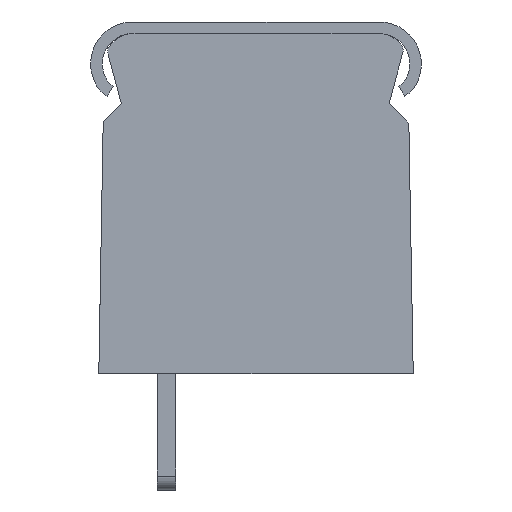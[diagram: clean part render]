
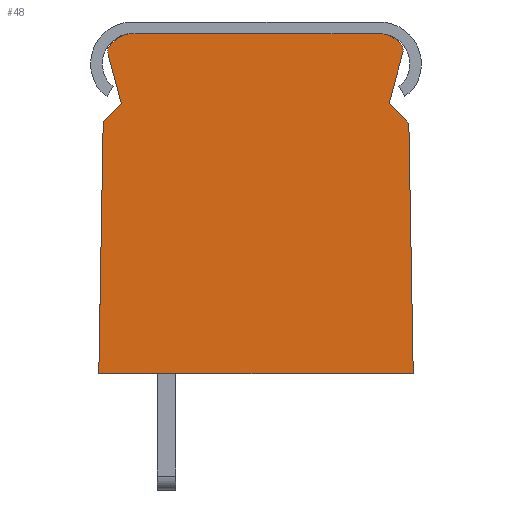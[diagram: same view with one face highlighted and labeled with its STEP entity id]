
A CAD part, left-side view. The second image highlights one B-rep face of the part: STEP entity #48.
In plain terms, the highlighted planar face has unit normal (-1, 0, 0.012).
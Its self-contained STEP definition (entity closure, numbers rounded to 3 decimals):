
#48 = ADVANCED_FACE( '', ( #1105 ), #1106, .T. );
#1105 = FACE_OUTER_BOUND( '', #3319, .T. );
#1106 = PLANE( '', #3320 );
#3319 = EDGE_LOOP( '', ( #12273, #12274, #12275, #12276, #12277, #12278, #12279, #12280, #12281, #12282, #12283, #12284, #12285, #12286 ) );
#3320 = AXIS2_PLACEMENT_3D( '', #12287, #12288, #12289 );
#12273 = ORIENTED_EDGE( '', *, *, #20733, .F. );
#12274 = ORIENTED_EDGE( '', *, *, #20734, .T. );
#12275 = ORIENTED_EDGE( '', *, *, #20735, .T. );
#12276 = ORIENTED_EDGE( '', *, *, #20736, .T. );
#12277 = ORIENTED_EDGE( '', *, *, #20737, .F. );
#12278 = ORIENTED_EDGE( '', *, *, #20738, .F. );
#12279 = ORIENTED_EDGE( '', *, *, #20739, .F. );
#12280 = ORIENTED_EDGE( '', *, *, #20740, .F. );
#12281 = ORIENTED_EDGE( '', *, *, #20741, .F. );
#12282 = ORIENTED_EDGE( '', *, *, #20742, .F. );
#12283 = ORIENTED_EDGE( '', *, *, #20743, .F. );
#12284 = ORIENTED_EDGE( '', *, *, #20744, .F. );
#12285 = ORIENTED_EDGE( '', *, *, #20745, .F. );
#12286 = ORIENTED_EDGE( '', *, *, #20746, .F. );
#12287 = CARTESIAN_POINT( '', ( -5.111, -0.5, 1.2 ) );
#12288 = DIRECTION( '', ( -1., 0., 0.012 ) );
#12289 = DIRECTION( '', ( 0.012, 0., 1. ) );
#20733 = EDGE_CURVE( '', #23525, #23526, #23527, .T. );
#20734 = EDGE_CURVE( '', #23525, #23528, #23529, .T. );
#20735 = EDGE_CURVE( '', #23528, #23530, #23531, .T. );
#20736 = EDGE_CURVE( '', #23530, #23532, #23533, .T. );
#20737 = EDGE_CURVE( '', #23534, #23532, #23535, .T. );
#20738 = EDGE_CURVE( '', #23536, #23534, #23537, .T. );
#20739 = EDGE_CURVE( '', #23538, #23536, #23539, .F. );
#20740 = EDGE_CURVE( '', #23540, #23538, #23541, .F. );
#20741 = EDGE_CURVE( '', #23542, #23540, #23543, .F. );
#20742 = EDGE_CURVE( '', #23544, #23542, #23545, .T. );
#20743 = EDGE_CURVE( '', #23546, #23544, #23547, .F. );
#20744 = EDGE_CURVE( '', #23548, #23546, #23549, .F. );
#20745 = EDGE_CURVE( '', #23550, #23548, #23551, .F. );
#20746 = EDGE_CURVE( '', #23526, #23550, #23552, .T. );
#23525 = VERTEX_POINT( '', #28113 );
#23526 = VERTEX_POINT( '', #28114 );
#23527 = LINE( '', #28115, #28116 );
#23528 = VERTEX_POINT( '', #28117 );
#23529 = LINE( '', #28118, #28119 );
#23530 = VERTEX_POINT( '', #28120 );
#23531 = LINE( '', #28121, #28122 );
#23532 = VERTEX_POINT( '', #28123 );
#23533 = LINE( '', #28124, #28125 );
#23534 = VERTEX_POINT( '', #28126 );
#23535 = LINE( '', #28127, #28128 );
#23536 = VERTEX_POINT( '', #28129 );
#23537 = LINE( '', #28130, #28131 );
#23538 = VERTEX_POINT( '', #28132 );
#23539 = ELLIPSE( '', #28133, 0.428, 0.428 );
#23540 = VERTEX_POINT( '', #28134 );
#23541 = ELLIPSE( '', #28135, 1.25, 1.25 );
#23542 = VERTEX_POINT( '', #28136 );
#23543 = ELLIPSE( '', #28137, 1.3, 1.3 );
#23544 = VERTEX_POINT( '', #28138 );
#23545 = LINE( '', #28139, #28140 );
#23546 = VERTEX_POINT( '', #28141 );
#23547 = ELLIPSE( '', #28142, 1.3, 1.3 );
#23548 = VERTEX_POINT( '', #28143 );
#23549 = ELLIPSE( '', #28144, 1.25, 1.25 );
#23550 = VERTEX_POINT( '', #28145 );
#23551 = ELLIPSE( '', #28146, 0.5, 0.5 );
#23552 = LINE( '', #28147, #28148 );
#28113 = CARTESIAN_POINT( '', ( -4.998, 6.561, 10.821 ) );
#28114 = CARTESIAN_POINT( '', ( -4.989, 5.782, 11.6 ) );
#28115 = CARTESIAN_POINT( '', ( -5.013, 7.842, 9.541 ) );
#28116 = VECTOR( '', #38089, 1000. );
#28117 = CARTESIAN_POINT( '', ( -5.125, 6.75, 0. ) );
#28118 = CARTESIAN_POINT( '', ( -5.124, 6.748, 0.108 ) );
#28119 = VECTOR( '', #38090, 1000. );
#28120 = CARTESIAN_POINT( '', ( -5.125, -6.75, 0. ) );
#28121 = CARTESIAN_POINT( '', ( -5.125, -6.75, 0. ) );
#28122 = VECTOR( '', #38091, 1000. );
#28123 = CARTESIAN_POINT( '', ( -4.999, -6.562, 10.755 ) );
#28124 = CARTESIAN_POINT( '', ( -5.124, -6.748, 0.108 ) );
#28125 = VECTOR( '', #38092, 1000. );
#28126 = CARTESIAN_POINT( '', ( -4.989, -5.718, 11.6 ) );
#28127 = CARTESIAN_POINT( '', ( -5.02, -8.309, 9.008 ) );
#28128 = VECTOR( '', #38093, 1000. );
#28129 = CARTESIAN_POINT( '', ( -4.964, -6.3, 13.772 ) );
#28130 = CARTESIAN_POINT( '', ( -5.118, -2.768, 0.592 ) );
#28131 = VECTOR( '', #38094, 1000. );
#28132 = CARTESIAN_POINT( '', ( -4.959, -6.212, 14.16 ) );
#28133 = AXIS2_PLACEMENT_3D( '', #38095, #38096, #38097 );
#28134 = CARTESIAN_POINT( '', ( -4.954, -5.45, 14.585 ) );
#28135 = AXIS2_PLACEMENT_3D( '', #38098, #38099, #38100 );
#28136 = CARTESIAN_POINT( '', ( -4.954, -5.289, 14.594 ) );
#28137 = AXIS2_PLACEMENT_3D( '', #38101, #38102, #38103 );
#28138 = CARTESIAN_POINT( '', ( -4.954, 5.186, 14.594 ) );
#28139 = CARTESIAN_POINT( '', ( -4.954, -0.5, 14.594 ) );
#28140 = VECTOR( '', #38104, 1000. );
#28141 = CARTESIAN_POINT( '', ( -4.954, 5.309, 14.599 ) );
#28142 = AXIS2_PLACEMENT_3D( '', #38105, #38106, #38107 );
#28143 = CARTESIAN_POINT( '', ( -4.962, 6.358, 13.948 ) );
#28144 = AXIS2_PLACEMENT_3D( '', #38108, #38109, #38110 );
#28145 = CARTESIAN_POINT( '', ( -4.965, 6.35, 13.72 ) );
#28146 = AXIS2_PLACEMENT_3D( '', #38111, #38112, #38113 );
#28147 = CARTESIAN_POINT( '', ( -5.121, 2.762, 0.326 ) );
#28148 = VECTOR( '', #38114, 1000. );
#38089 = DIRECTION( '', ( 0.008, -0.707, 0.707 ) );
#38090 = DIRECTION( '', ( -0.012, 0.017, -1. ) );
#38091 = DIRECTION( '', ( 0., -1., 0. ) );
#38092 = DIRECTION( '', ( 0.012, 0.017, 1. ) );
#38093 = DIRECTION( '', ( -0.008, -0.707, -0.707 ) );
#38094 = DIRECTION( '', ( -0.011, 0.259, -0.966 ) );
#38095 = CARTESIAN_POINT( '', ( -4.963, -5.886, 13.883 ) );
#38096 = DIRECTION( '', ( -1., 0., 0.012 ) );
#38097 = DIRECTION( '', ( 0.012, 0., 1. ) );
#38098 = CARTESIAN_POINT( '', ( -4.969, -5.26, 13.35 ) );
#38099 = DIRECTION( '', ( -1., 0., 0.012 ) );
#38100 = DIRECTION( '', ( 0.012, 0., 1. ) );
#38101 = CARTESIAN_POINT( '', ( -4.97, -5.3, 13.294 ) );
#38102 = DIRECTION( '', ( -1., 0., 0.012 ) );
#38103 = DIRECTION( '', ( 0.012, 0., 1. ) );
#38104 = DIRECTION( '', ( 0., -1., 0. ) );
#38105 = CARTESIAN_POINT( '', ( -4.97, 5.3, 13.299 ) );
#38106 = DIRECTION( '', ( -1., 0., 0.012 ) );
#38107 = DIRECTION( '', ( 0.012, 0., 1. ) );
#38108 = CARTESIAN_POINT( '', ( -4.969, 5.26, 13.35 ) );
#38109 = DIRECTION( '', ( -1., 0., 0.012 ) );
#38110 = DIRECTION( '', ( 0.012, 0., 1. ) );
#38111 = CARTESIAN_POINT( '', ( -4.963, 5.867, 13.849 ) );
#38112 = DIRECTION( '', ( -1., 0., 0.012 ) );
#38113 = DIRECTION( '', ( 0.012, 0., 1. ) );
#38114 = DIRECTION( '', ( 0.011, 0.259, 0.966 ) );
